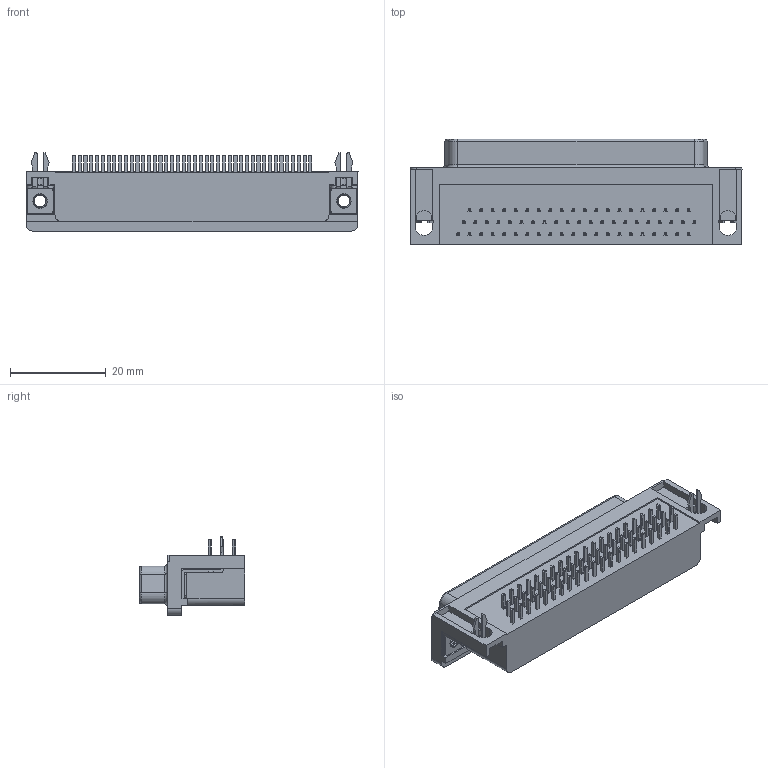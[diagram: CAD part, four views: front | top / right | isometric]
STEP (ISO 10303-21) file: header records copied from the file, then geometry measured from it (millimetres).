
FILE_DESCRIPTION(/* description */ (''),/* implementation_level */ '2;1');
FILE_NAME(/* name */ '100230485ugm000_b.stp',/* time_stamp */ '2017-11-08T05:06:08+01:00',/* author */ (''),/* organization */ (''),/* preprocessor_version */ 'ST-DEVELOPER v16',/* originating_system */ 'SIEMENS PLM Software NX 10.0',/* authorisation */ '');
FILE_SCHEMA (('AUTOMOTIVE_DESIGN { 1 0 10303 214 3 1 1 1 }'));
Length unit declared in the file: millimetre
Products named in the file (1): 100230485ugm000_b
Bounding box: 69.4 x 22 x 16.33 mm (x, y, z)
Volume: 13096.3 mm3; surface area: 7876.4 mm2
Topology: 1 solids, 1 shells, 958 faces, 2568 edges, 1741 vertices
Faces by surface type: plane 728, cone 136, cylinder 70, bspline 12, torus 12
Entity records: 38788 total; most frequent: CARTESIAN_POINT 8886, ORIENTED_EDGE 5136, DIRECTION 4910, EDGE_CURVE 2568, LINE 1960, VECTOR 1960, VERTEX_POINT 1740, AXIS2_PLACEMENT_3D 1475
